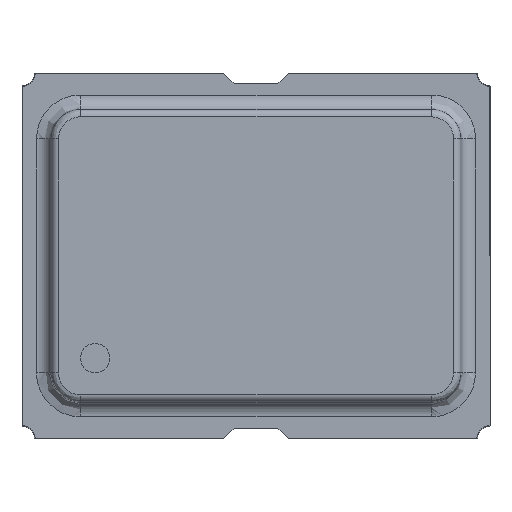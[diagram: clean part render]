
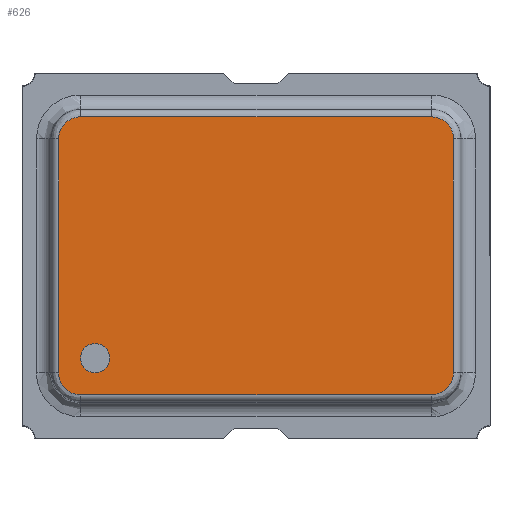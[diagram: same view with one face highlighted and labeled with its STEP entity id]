
A CAD part, top view. The second image highlights one B-rep face of the part: STEP entity #626.
In plain terms, the highlighted planar face has unit normal (0, 0, 1).
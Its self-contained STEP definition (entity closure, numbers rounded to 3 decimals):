
#15 = EDGE_CURVE ( 'NONE', #856, #2283, #2904, .T. ) ;
#32 = VERTEX_POINT ( 'NONE', #1160 ) ;
#62 = CARTESIAN_POINT ( 'NONE',  ( -1.35, -0.8, 1.2 ) ) ;
#115 = ORIENTED_EDGE ( 'NONE', *, *, #1415, .F. ) ;
#218 = CARTESIAN_POINT ( 'NONE',  ( 1.2, -0.95, 1.2 ) ) ;
#297 = AXIS2_PLACEMENT_3D ( 'NONE', #3041, #2237, #2797 ) ;
#299 = VECTOR ( 'NONE', #737, 1000. ) ;
#355 = CARTESIAN_POINT ( 'NONE',  ( -1.35, 0.8, 1.2 ) ) ;
#447 = ORIENTED_EDGE ( 'NONE', *, *, #2892, .F. ) ;
#461 = CARTESIAN_POINT ( 'NONE',  ( 1.35, 0.888, 1.2 ) ) ;
#553 = LINE ( 'NONE', #218, #299 ) ;
#591 =( BOUNDED_CURVE ( )  B_SPLINE_CURVE ( 3, ( #1722, #1696, #1976, #3039 ),
 .UNSPECIFIED., .F., .T. ) 
 B_SPLINE_CURVE_WITH_KNOTS ( ( 4, 4 ),
 ( 0., 1. ),
 .UNSPECIFIED. ) 
 CURVE ( )  GEOMETRIC_REPRESENTATION_ITEM ( )  RATIONAL_B_SPLINE_CURVE ( ( 1., 0.805, 0.805, 1. ) ) 
 REPRESENTATION_ITEM ( '' )  );
#626 = ADVANCED_FACE ( 'NONE', ( #1495, #1478 ), #2012, .T. ) ;
#650 = CARTESIAN_POINT ( 'NONE',  ( -1.335, -0.877, 1.2 ) ) ;
#657 = CARTESIAN_POINT ( 'NONE',  ( 1.2, 0.95, 1.2 ) ) ;
#701 = CARTESIAN_POINT ( 'NONE',  ( -1.35, 0.8, 1.2 ) ) ;
#737 = DIRECTION ( 'NONE',  ( -1., 0., 0. ) ) ;
#776 = VERTEX_POINT ( 'NONE', #1907 ) ;
#825 = VERTEX_POINT ( 'NONE', #657 ) ;
#856 = VERTEX_POINT ( 'NONE', #1675 ) ;
#862 = DIRECTION ( 'NONE',  ( 0., 0., -1. ) ) ;
#897 = DIRECTION ( 'NONE',  ( 0., 0., -1. ) ) ;
#944 =( BOUNDED_CURVE ( )  B_SPLINE_CURVE ( 3, ( #1991, #3300, #461, #2713 ),
 .UNSPECIFIED., .F., .T. ) 
 B_SPLINE_CURVE_WITH_KNOTS ( ( 4, 4 ),
 ( 0., 1. ),
 .UNSPECIFIED. ) 
 CURVE ( )  GEOMETRIC_REPRESENTATION_ITEM ( )  RATIONAL_B_SPLINE_CURVE ( ( 1., 0.805, 0.805, 1. ) ) 
 REPRESENTATION_ITEM ( '' )  );
#964 = CARTESIAN_POINT ( 'NONE',  ( -1.35, -0.841, 1.2 ) ) ;
#1008 = CARTESIAN_POINT ( 'NONE',  ( -1.2, 0.95, 1.2 ) ) ;
#1097 = VERTEX_POINT ( 'NONE', #1423 ) ;
#1152 = VECTOR ( 'NONE', #2905, 1000. ) ;
#1160 = CARTESIAN_POINT ( 'NONE',  ( 1.35, -0.8, 1.2 ) ) ;
#1219 = CARTESIAN_POINT ( 'NONE',  ( -1.35, -0.8, 1.2 ) ) ;
#1244 = ORIENTED_EDGE ( 'NONE', *, *, #1400, .F. ) ;
#1275 = ORIENTED_EDGE ( 'NONE', *, *, #1968, .T. ) ;
#1332 = ORIENTED_EDGE ( 'NONE', *, *, #2473, .F. ) ;
#1354 = CARTESIAN_POINT ( 'NONE',  ( -1.2, 0.95, 1.2 ) ) ;
#1400 = EDGE_CURVE ( 'NONE', #1097, #2239, #1804, .T. ) ;
#1415 = EDGE_CURVE ( 'NONE', #776, #32, #2034, .T. ) ;
#1420 = CARTESIAN_POINT ( 'NONE',  ( -1.242, -0.95, 1.2 ) ) ;
#1423 = CARTESIAN_POINT ( 'NONE',  ( -1.35, -0.8, 1.2 ) ) ;
#1478 = FACE_BOUND ( 'NONE', #2556, .T. ) ;
#1495 = FACE_OUTER_BOUND ( 'NONE', #3123, .T. ) ;
#1512 = AXIS2_PLACEMENT_3D ( 'NONE', #2158, #897, #2432 ) ;
#1559 = DIRECTION ( 'NONE',  ( 0., -1., 0. ) ) ;
#1618 = EDGE_CURVE ( 'NONE', #2283, #856, #2496, .T. ) ;
#1630 = ORIENTED_EDGE ( 'NONE', *, *, #2912, .F. ) ;
#1675 = CARTESIAN_POINT ( 'NONE',  ( -1., -0.7, 1.2 ) ) ;
#1690 = CARTESIAN_POINT ( 'NONE',  ( -1.2, 0.95, 1.2 ) ) ;
#1696 = CARTESIAN_POINT ( 'NONE',  ( 1.35, -0.888, 1.2 ) ) ;
#1721 =( BOUNDED_CURVE ( )  B_SPLINE_CURVE ( 3, ( #701, #2686, #2732, #1690 ),
 .UNSPECIFIED., .F., .T. ) 
 B_SPLINE_CURVE_WITH_KNOTS ( ( 4, 4 ),
 ( 0., 1. ),
 .UNSPECIFIED. ) 
 CURVE ( )  GEOMETRIC_REPRESENTATION_ITEM ( )  RATIONAL_B_SPLINE_CURVE ( ( 1., 0.805, 0.805, 1. ) ) 
 REPRESENTATION_ITEM ( '' )  );
#1722 = CARTESIAN_POINT ( 'NONE',  ( 1.35, -0.8, 1.2 ) ) ;
#1804 = LINE ( 'NONE', #62, #2169 ) ;
#1833 = CARTESIAN_POINT ( 'NONE',  ( 1.35, 0.8, 1.2 ) ) ;
#1871 = DIRECTION ( 'NONE',  ( 1., 0., 0. ) ) ;
#1898 = CARTESIAN_POINT ( 'NONE',  ( 1.2, -0.95, 1.2 ) ) ;
#1905 = EDGE_CURVE ( 'NONE', #2239, #2133, #1721, .T. ) ;
#1907 = CARTESIAN_POINT ( 'NONE',  ( 1.35, 0.8, 1.2 ) ) ;
#1968 = EDGE_CURVE ( 'NONE', #1097, #2618, #3034, .T. ) ;
#1970 = CARTESIAN_POINT ( 'NONE',  ( -1.277, -0.935, 1.2 ) ) ;
#1976 = CARTESIAN_POINT ( 'NONE',  ( 1.288, -0.95, 1.2 ) ) ;
#1991 = CARTESIAN_POINT ( 'NONE',  ( 1.2, 0.95, 1.2 ) ) ;
#2012 = PLANE ( 'NONE',  #297 ) ;
#2034 = LINE ( 'NONE', #1833, #2383 ) ;
#2085 = DIRECTION ( 'NONE',  ( 0., 1., 0. ) ) ;
#2088 = EDGE_CURVE ( 'NONE', #2213, #2618, #553, .T. ) ;
#2093 = ORIENTED_EDGE ( 'NONE', *, *, #15, .T. ) ;
#2133 = VERTEX_POINT ( 'NONE', #1008 ) ;
#2147 = CARTESIAN_POINT ( 'NONE',  ( -1.2, -0.95, 1.2 ) ) ;
#2158 = CARTESIAN_POINT ( 'NONE',  ( -1.1, -0.7, 1.2 ) ) ;
#2169 = VECTOR ( 'NONE', #2085, 1000. ) ;
#2213 = VERTEX_POINT ( 'NONE', #1898 ) ;
#2237 = DIRECTION ( 'NONE',  ( 0., 0., 1. ) ) ;
#2239 = VERTEX_POINT ( 'NONE', #355 ) ;
#2283 = VERTEX_POINT ( 'NONE', #3246 ) ;
#2383 = VECTOR ( 'NONE', #1559, 1000. ) ;
#2432 = DIRECTION ( 'NONE',  ( 1., 0., 0. ) ) ;
#2469 = ORIENTED_EDGE ( 'NONE', *, *, #2088, .F. ) ;
#2473 = EDGE_CURVE ( 'NONE', #2133, #825, #3162, .T. ) ;
#2496 = CIRCLE ( 'NONE', #3198, 0.1 ) ;
#2556 = EDGE_LOOP ( 'NONE', ( #2093, #2587 ) ) ;
#2587 = ORIENTED_EDGE ( 'NONE', *, *, #1618, .T. ) ;
#2618 = VERTEX_POINT ( 'NONE', #2147 ) ;
#2686 = CARTESIAN_POINT ( 'NONE',  ( -1.35, 0.888, 1.2 ) ) ;
#2713 = CARTESIAN_POINT ( 'NONE',  ( 1.35, 0.8, 1.2 ) ) ;
#2732 = CARTESIAN_POINT ( 'NONE',  ( -1.288, 0.95, 1.2 ) ) ;
#2747 = ORIENTED_EDGE ( 'NONE', *, *, #1905, .F. ) ;
#2797 = DIRECTION ( 'NONE',  ( 1., 0., 0. ) ) ;
#2804 = CARTESIAN_POINT ( 'NONE',  ( -1.2, -0.95, 1.2 ) ) ;
#2892 = EDGE_CURVE ( 'NONE', #32, #2213, #591, .T. ) ;
#2904 = CIRCLE ( 'NONE', #1512, 0.1 ) ;
#2905 = DIRECTION ( 'NONE',  ( 1., 0., 0. ) ) ;
#2912 = EDGE_CURVE ( 'NONE', #825, #776, #944, .T. ) ;
#3034 = B_SPLINE_CURVE_WITH_KNOTS ( 'NONE', 3,
 ( #1219, #964, #650, #1970, #1420, #2804 ),
 .UNSPECIFIED., .F., .F.,
 ( 4, 2, 4 ),
 ( 0., 0.5, 1. ),
 .UNSPECIFIED. ) ;
#3039 = CARTESIAN_POINT ( 'NONE',  ( 1.2, -0.95, 1.2 ) ) ;
#3041 = CARTESIAN_POINT ( 'NONE',  ( 1.2, -0.8, 1.2 ) ) ;
#3123 = EDGE_LOOP ( 'NONE', ( #115, #1630, #1332, #2747, #1244, #1275, #2469, #447 ) ) ;
#3158 = CARTESIAN_POINT ( 'NONE',  ( -1.1, -0.7, 1.2 ) ) ;
#3162 = LINE ( 'NONE', #1354, #1152 ) ;
#3198 = AXIS2_PLACEMENT_3D ( 'NONE', #3158, #862, #1871 ) ;
#3246 = CARTESIAN_POINT ( 'NONE',  ( -1.2, -0.7, 1.2 ) ) ;
#3300 = CARTESIAN_POINT ( 'NONE',  ( 1.288, 0.95, 1.2 ) ) ;
